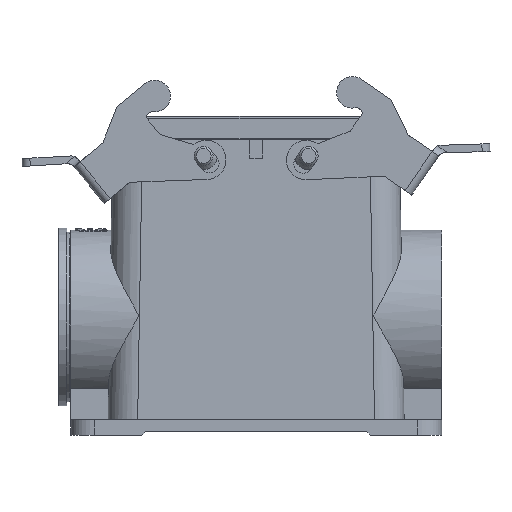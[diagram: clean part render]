
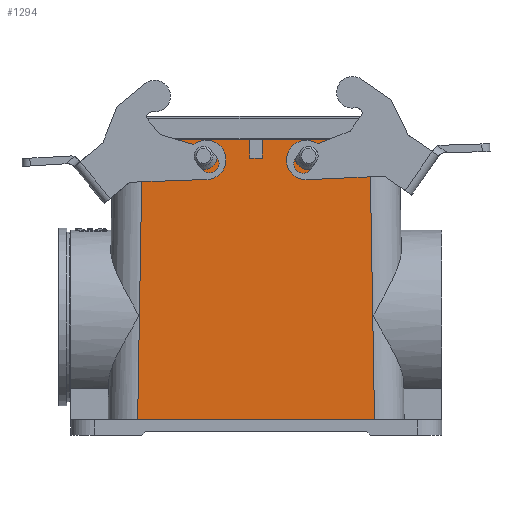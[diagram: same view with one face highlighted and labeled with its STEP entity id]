
A CAD part, front view. The second image highlights one B-rep face of the part: STEP entity #1294.
In plain terms, the highlighted planar face has unit normal (0, -1, 0.011).
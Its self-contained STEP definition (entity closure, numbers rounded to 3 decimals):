
#1201=CARTESIAN_POINT('',(57.0,-22.3,-65.25));
#1202=DIRECTION('',(0.0,-1.,0.011));
#1203=DIRECTION('',(0.0,-0.011,-1.));
#1204=AXIS2_PLACEMENT_3D('',#1201,#1202,#1203);
#1205=PLANE('',#1204);
#1206=CARTESIAN_POINT('',(-28.8,-21.5,5.7));
#1207=VERTEX_POINT('',#1206);
#1208=CARTESIAN_POINT('',(-30.,-22.3,-65.25));
#1209=VERTEX_POINT('',#1208);
#1210=CARTESIAN_POINT('',(-28.8,-21.5,5.7));
#1211=DIRECTION('',(-0.017,-0.011,-1.));
#1212=VECTOR('',#1211,70.965);
#1213=LINE('',#1210,#1212);
#1214=EDGE_CURVE('',#1207,#1209,#1213,.T.);
#1215=ORIENTED_EDGE('',*,*,#1214,.T.);
#1216=CARTESIAN_POINT('',(30.,-22.3,-65.25));
#1217=VERTEX_POINT('',#1216);
#1218=CARTESIAN_POINT('',(-30.,-22.3,-65.25));
#1219=DIRECTION('',(1.0,0.0,0.0));
#1220=VECTOR('',#1219,60.001);
#1221=LINE('',#1218,#1220);
#1222=EDGE_CURVE('',#1209,#1217,#1221,.T.);
#1223=ORIENTED_EDGE('',*,*,#1222,.T.);
#1224=CARTESIAN_POINT('',(28.8,-21.5,5.7));
#1225=VERTEX_POINT('',#1224);
#1226=CARTESIAN_POINT('',(30.,-22.3,-65.25));
#1227=DIRECTION('',(-0.017,0.011,1.));
#1228=VECTOR('',#1227,70.965);
#1229=LINE('',#1226,#1228);
#1230=EDGE_CURVE('',#1217,#1225,#1229,.T.);
#1231=ORIENTED_EDGE('',*,*,#1230,.T.);
#1232=CARTESIAN_POINT('',(1.6,-21.5,5.7));
#1233=VERTEX_POINT('',#1232);
#1234=CARTESIAN_POINT('',(28.8,-21.5,5.7));
#1235=DIRECTION('',(-1.0,0.0,0.0));
#1236=VECTOR('',#1235,27.2);
#1237=LINE('',#1234,#1236);
#1238=EDGE_CURVE('',#1225,#1233,#1237,.T.);
#1239=ORIENTED_EDGE('',*,*,#1238,.T.);
#1240=CARTESIAN_POINT('',(1.6,-21.553,1.));
#1241=VERTEX_POINT('',#1240);
#1242=CARTESIAN_POINT('',(1.6,-21.553,1.));
#1243=DIRECTION('',(0.0,0.011,1.));
#1244=VECTOR('',#1243,4.7);
#1245=LINE('',#1242,#1244);
#1246=EDGE_CURVE('',#1241,#1233,#1245,.T.);
#1247=ORIENTED_EDGE('',*,*,#1246,.F.);
#1248=CARTESIAN_POINT('',(-1.6,-21.553,1.));
#1249=VERTEX_POINT('',#1248);
#1250=CARTESIAN_POINT('',(1.6,-21.553,1.));
#1251=DIRECTION('',(-1.0,0.0,0.0));
#1252=VECTOR('',#1251,3.2);
#1253=LINE('',#1250,#1252);
#1254=EDGE_CURVE('',#1241,#1249,#1253,.T.);
#1255=ORIENTED_EDGE('',*,*,#1254,.T.);
#1256=CARTESIAN_POINT('',(-1.6,-21.5,5.7));
#1257=VERTEX_POINT('',#1256);
#1258=CARTESIAN_POINT('',(-1.6,-21.5,5.7));
#1259=DIRECTION('',(0.0,-0.011,-1.));
#1260=VECTOR('',#1259,4.7);
#1261=LINE('',#1258,#1260);
#1262=EDGE_CURVE('',#1257,#1249,#1261,.T.);
#1263=ORIENTED_EDGE('',*,*,#1262,.F.);
#1264=CARTESIAN_POINT('',(-1.6,-21.5,5.7));
#1265=DIRECTION('',(-1.0,0.0,0.0));
#1266=VECTOR('',#1265,27.2);
#1267=LINE('',#1264,#1266);
#1268=EDGE_CURVE('',#1257,#1207,#1267,.T.);
#1269=ORIENTED_EDGE('',*,*,#1268,.T.);
#1270=EDGE_LOOP('',(#1215,#1223,#1231,#1239,#1247,#1255,#1263,#1269));
#1271=FACE_OUTER_BOUND('',#1270,.T.);
#1272=CARTESIAN_POINT('',(13.3,-21.586,-1.95));
#1273=VERTEX_POINT('',#1272);
#1274=CARTESIAN_POINT('',(13.3,-21.547,1.55));
#1275=DIRECTION('',(0.0,-1.,0.011));
#1276=DIRECTION('',(0.0,-0.011,-1.));
#1277=AXIS2_PLACEMENT_3D('',#1274,#1275,#1276);
#1278=ELLIPSE('',#1277,3.5,3.5);
#1279=EDGE_CURVE('',#1273,#1273,#1278,.T.);
#1280=ORIENTED_EDGE('',*,*,#1279,.F.);
#1281=EDGE_LOOP('',(#1280));
#1282=FACE_BOUND('',#1281,.T.);
#1283=CARTESIAN_POINT('',(-13.3,-21.586,-1.95));
#1284=VERTEX_POINT('',#1283);
#1285=CARTESIAN_POINT('',(-13.3,-21.547,1.55));
#1286=DIRECTION('',(0.0,-1.,0.011));
#1287=DIRECTION('',(0.0,-0.011,-1.));
#1288=AXIS2_PLACEMENT_3D('',#1285,#1286,#1287);
#1289=ELLIPSE('',#1288,3.5,3.5);
#1290=EDGE_CURVE('',#1284,#1284,#1289,.T.);
#1291=ORIENTED_EDGE('',*,*,#1290,.F.);
#1292=EDGE_LOOP('',(#1291));
#1293=FACE_BOUND('',#1292,.T.);
#1294=ADVANCED_FACE('',(#1271,#1282,#1293),#1205,.T.);
